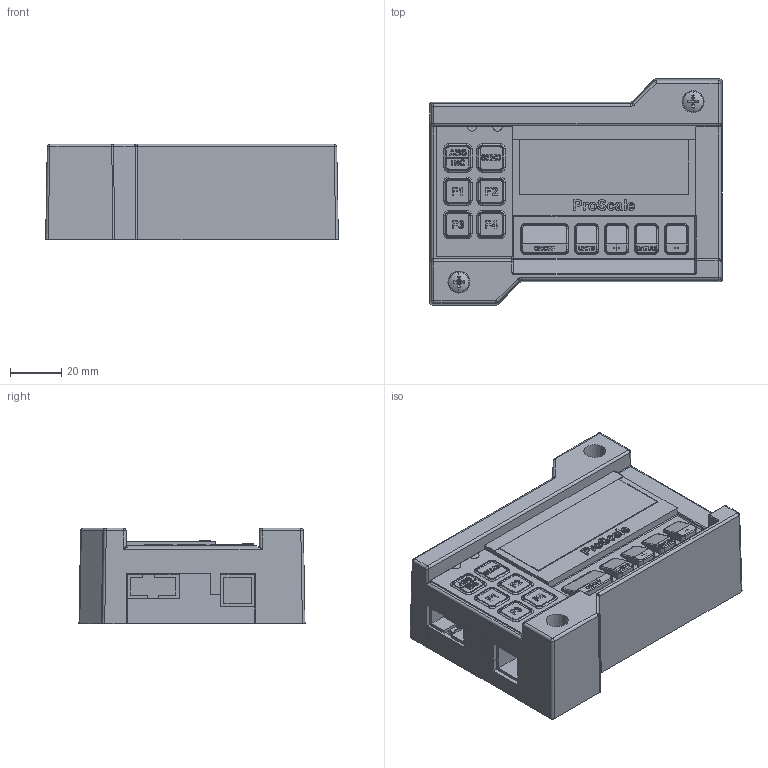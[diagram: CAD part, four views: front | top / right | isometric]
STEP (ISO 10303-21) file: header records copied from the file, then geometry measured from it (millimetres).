
FILE_DESCRIPTION (( 'STEP AP214' ), '1' );
FILE_NAME ('700-1600-245 Readout.STEP', '2020-07-23T12:54:18', ( '' ), ( '' ), 'SwSTEP 2.0', 'SolidWorks 2019', '' );
FILE_SCHEMA (( 'AUTOMOTIVE_DESIGN' ));
Length unit declared in the file: inch
Products named in the file (8): 700-1600-245 Readout; Secondary Keypad_without tail; Lens; General Top, 6pin input; pan cross head_ai_CR-PHMS 0.164-32x0.375x0.375-N; Keypad; PC board - GPD (V4)_no radio; General bottom for version 4 readout (072519)_Original Configuration
Assembly tree (8 placements, depth 2):
  700-1600-245 Readout
    General Top, 6pin input
    Keypad
    Lens
    Secondary Keypad_without tail
    pan cross head_ai_CR-PHMS 0.164-32x0.375x0.375-N  x2
    PC board - GPD (V4)_no radio
    General bottom for version 4 readout (072519)_Original Configuration
Bounding box: 114.3 x 88.27 x 37.34 mm (x, y, z)
Volume: 107985.6 mm3; surface area: 110395.7 mm2
Topology: 8 solids, 8 shells, 1978 faces, 5021 edges, 3204 vertices
Faces by surface type: plane 999, cylinder 456, bspline 291, torus 113, cone 66, sphere 53
Entity records: 82813 total; most frequent: CARTESIAN_POINT 28349, ORIENTED_EDGE 9914, DIRECTION 8725, EDGE_CURVE 4957, VERTEX_POINT 3174, VECTOR 3069, LINE 3069, AXIS2_PLACEMENT_3D 2828
